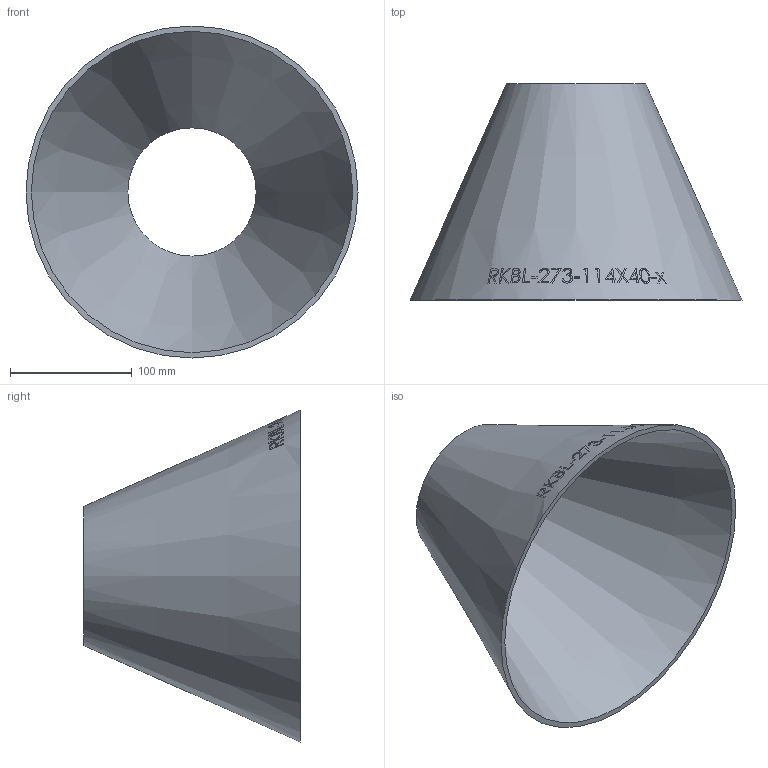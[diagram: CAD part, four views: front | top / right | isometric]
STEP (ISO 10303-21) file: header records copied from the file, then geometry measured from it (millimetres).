
FILE_DESCRIPTION (( 'STEP AP214' ), '1' );
FILE_NAME ('RK-273-114X40-x Reduzierung aus Blech 2006.STEP', '2020-06-03T07:40:16', ( '' ), ( '' ), 'SwSTEP 2.0', 'SolidWorks 2019', '' );
FILE_SCHEMA (( 'AUTOMOTIVE_DESIGN' ));
Length unit declared in the file: millimetre
Products named in the file (1): RK-273-114X40-x Reduzierung aus Blech 2006
Bounding box: 273 x 178 x 273 mm (x, y, z)
Volume: 463455.4 mm3; surface area: 236994.3 mm2
Topology: 1 solids, 1 shells, 196 faces, 513 edges, 342 vertices
Faces by surface type: bspline 169, cone 25, plane 2
Entity records: 22628 total; most frequent: CARTESIAN_POINT 17224, ORIENTED_EDGE 1022, EDGE_CURVE 511, B_SPLINE_CURVE_WITH_KNOTS 507, VERTEX_POINT 342, EDGE_LOOP 223, ADVANCED_FACE 196, FACE_OUTER_BOUND 196
